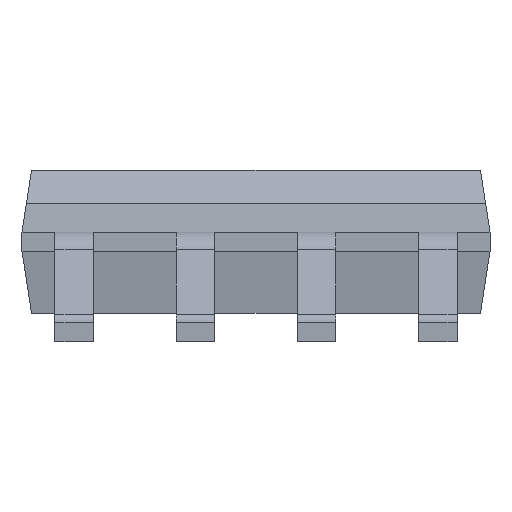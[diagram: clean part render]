
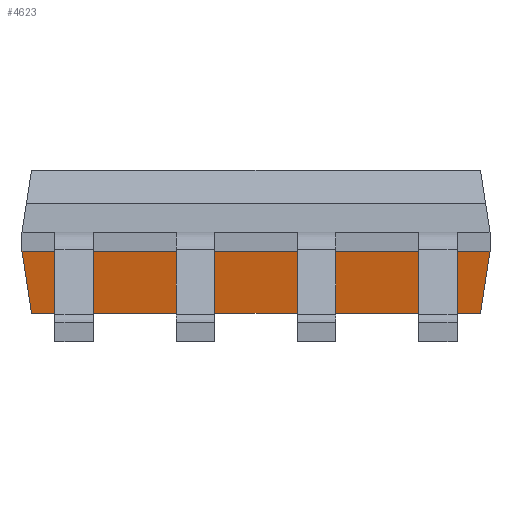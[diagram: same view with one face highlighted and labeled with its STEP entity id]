
A CAD part, front view. The second image highlights one B-rep face of the part: STEP entity #4623.
In plain terms, the highlighted planar face has unit normal (0, -0.988, -0.152).
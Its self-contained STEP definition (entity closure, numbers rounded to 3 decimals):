
#475=ORIENTED_EDGE('',*,*,#1515,.T.);
#476=ORIENTED_EDGE('',*,*,#1509,.F.);
#477=ORIENTED_EDGE('',*,*,#1518,.F.);
#478=ORIENTED_EDGE('',*,*,#1419,.T.);
#479=ORIENTED_EDGE('',*,*,#1380,.T.);
#480=ORIENTED_EDGE('',*,*,#1511,.T.);
#481=ORIENTED_EDGE('',*,*,#1392,.T.);
#482=ORIENTED_EDGE('',*,*,#1417,.T.);
#483=ORIENTED_EDGE('',*,*,#1356,.T.);
#484=ORIENTED_EDGE('',*,*,#1414,.T.);
#485=ORIENTED_EDGE('',*,*,#1368,.T.);
#486=ORIENTED_EDGE('',*,*,#1421,.T.);
#1356=EDGE_CURVE('',#1906,#1907,#2260,.T.);
#1368=EDGE_CURVE('',#1914,#1915,#2272,.T.);
#1380=EDGE_CURVE('',#1922,#1923,#2284,.T.);
#1392=EDGE_CURVE('',#1930,#1931,#2296,.T.);
#1414=EDGE_CURVE('',#1907,#1914,#2318,.T.);
#1417=EDGE_CURVE('',#1931,#1906,#2321,.T.);
#1419=EDGE_CURVE('',#1943,#1922,#2323,.T.);
#1421=EDGE_CURVE('',#1915,#1944,#2325,.T.);
#1509=EDGE_CURVE('',#2023,#2024,#2369,.T.);
#1511=EDGE_CURVE('',#1923,#1930,#2371,.T.);
#1515=EDGE_CURVE('',#1944,#2024,#2375,.T.);
#1518=EDGE_CURVE('',#1943,#2023,#2378,.T.);
#1906=VERTEX_POINT('',#5965);
#1907=VERTEX_POINT('',#5966);
#1914=VERTEX_POINT('',#5989);
#1915=VERTEX_POINT('',#5990);
#1922=VERTEX_POINT('',#6013);
#1923=VERTEX_POINT('',#6014);
#1930=VERTEX_POINT('',#6037);
#1931=VERTEX_POINT('',#6038);
#1943=VERTEX_POINT('',#6087);
#1944=VERTEX_POINT('',#6091);
#2023=VERTEX_POINT('',#7172);
#2024=VERTEX_POINT('',#7174);
#2260=LINE('',#5964,#2652);
#2272=LINE('',#5988,#2664);
#2284=LINE('',#6012,#2676);
#2296=LINE('',#6036,#2688);
#2318=LINE('',#6078,#2710);
#2321=LINE('',#6082,#2713);
#2323=LINE('',#6086,#2715);
#2325=LINE('',#6090,#2717);
#2369=LINE('',#7173,#2761);
#2371=LINE('',#7177,#2763);
#2375=LINE('',#7182,#2767);
#2378=LINE('',#7186,#2770);
#2652=VECTOR('',#5074,1000.);
#2664=VECTOR('',#5094,1000.);
#2676=VECTOR('',#5114,1000.);
#2688=VECTOR('',#5134,1000.);
#2710=VECTOR('',#5172,1000.);
#2713=VECTOR('',#5177,1000.);
#2715=VECTOR('',#5181,1000.);
#2717=VECTOR('',#5185,1000.);
#2761=VECTOR('',#5241,1000.);
#2763=VECTOR('',#5245,1000.);
#2767=VECTOR('',#5251,1000.);
#2770=VECTOR('',#5256,1000.);
#3095=EDGE_LOOP('',(#475,#476,#477,#478,#479,#480,#481,#482,#483,#484,#485,
#486));
#3329=FACE_BOUND('',#3095,.T.);
#3547=PLANE('',#4857);
#4623=ADVANCED_FACE('',(#3329),#3547,.T.);
#4857=AXIS2_PLACEMENT_3D('',#7190,#5263,#5264);
#5074=DIRECTION('',(-1.,0.,0.));
#5094=DIRECTION('',(-1.,0.,0.));
#5114=DIRECTION('',(-1.,0.,0.));
#5134=DIRECTION('',(-1.,0.,0.));
#5172=DIRECTION('',(-1.,0.,0.));
#5177=DIRECTION('',(-1.,0.,0.));
#5181=DIRECTION('',(-1.,0.,0.));
#5185=DIRECTION('',(-1.,0.,0.));
#5241=DIRECTION('',(-1.,0.,0.));
#5245=DIRECTION('',(-1.,0.,0.));
#5251=DIRECTION('',(0.15,0.15,-0.977));
#5256=DIRECTION('',(-0.15,0.15,-0.977));
#5263=DIRECTION('',(0.,-0.988,-0.152));
#5264=DIRECTION('',(0.,0.152,-0.988));
#5964=CARTESIAN_POINT('',(2.45,-1.95,0.95));
#5965=CARTESIAN_POINT('',(-0.435,-1.95,0.95));
#5966=CARTESIAN_POINT('',(-0.835,-1.95,0.95));
#5988=CARTESIAN_POINT('',(2.45,-1.95,0.95));
#5989=CARTESIAN_POINT('',(-1.705,-1.95,0.95));
#5990=CARTESIAN_POINT('',(-2.105,-1.95,0.95));
#6012=CARTESIAN_POINT('',(2.45,-1.95,0.95));
#6013=CARTESIAN_POINT('',(2.105,-1.95,0.95));
#6014=CARTESIAN_POINT('',(1.705,-1.95,0.95));
#6036=CARTESIAN_POINT('',(2.45,-1.95,0.95));
#6037=CARTESIAN_POINT('',(0.835,-1.95,0.95));
#6038=CARTESIAN_POINT('',(0.435,-1.95,0.95));
#6078=CARTESIAN_POINT('',(2.45,-1.95,0.95));
#6082=CARTESIAN_POINT('',(2.45,-1.95,0.95));
#6086=CARTESIAN_POINT('',(2.45,-1.95,0.95));
#6087=CARTESIAN_POINT('',(2.45,-1.95,0.95));
#6090=CARTESIAN_POINT('',(2.45,-1.95,0.95));
#6091=CARTESIAN_POINT('',(-2.45,-1.95,0.95));
#7172=CARTESIAN_POINT('',(2.35,-1.85,0.3));
#7173=CARTESIAN_POINT('',(2.45,-1.85,0.3));
#7174=CARTESIAN_POINT('',(-2.35,-1.85,0.3));
#7177=CARTESIAN_POINT('',(2.45,-1.95,0.95));
#7182=CARTESIAN_POINT('',(-2.207,-1.707,-0.631));
#7186=CARTESIAN_POINT('',(2.207,-1.707,-0.631));
#7190=CARTESIAN_POINT('',(2.45,-1.85,0.3));
